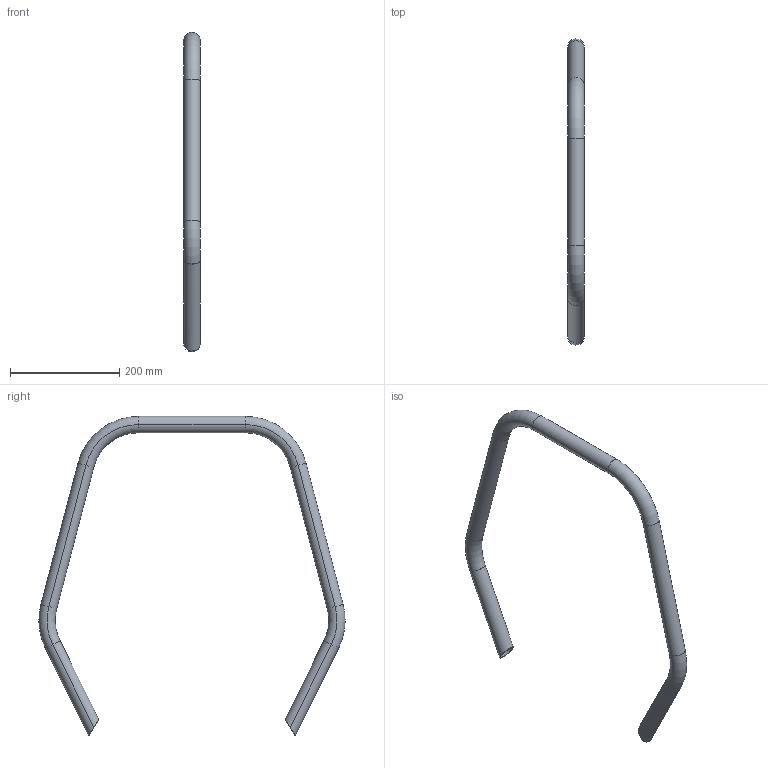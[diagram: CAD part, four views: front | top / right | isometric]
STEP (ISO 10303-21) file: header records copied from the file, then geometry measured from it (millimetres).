
FILE_DESCRIPTION(('CATIA V5 STEP Exchange'),'2;1');
FILE_NAME('front_hoop_biseaute.stp','2018-01-17T15:57:47+00:00',('none'),('none'),'CATIA Version 5 Release 19 SP 2 (IN-10)','CATIA V5 STEP AP203','none');
FILE_SCHEMA(('CONFIG_CONTROL_DESIGN'));
Length unit declared in the file: millimetre
Products named in the file (1): Pièce1
Bounding box: 30 x 561.07 x 585 mm (x, y, z)
Volume: 259610.8 mm3; surface area: 260024.7 mm2
Topology: 1 solids, 1 shells, 38 faces, 80 edges, 44 vertices
Faces by surface type: cylinder 20, torus 16, plane 2
Entity records: 1060 total; most frequent: CARTESIAN_POINT 313, ORIENTED_EDGE 160, DIRECTION 108, EDGE_CURVE 80, AXIS2_PLACEMENT_3D 69, CIRCLE 48, VERTEX_POINT 44, EDGE_LOOP 40
